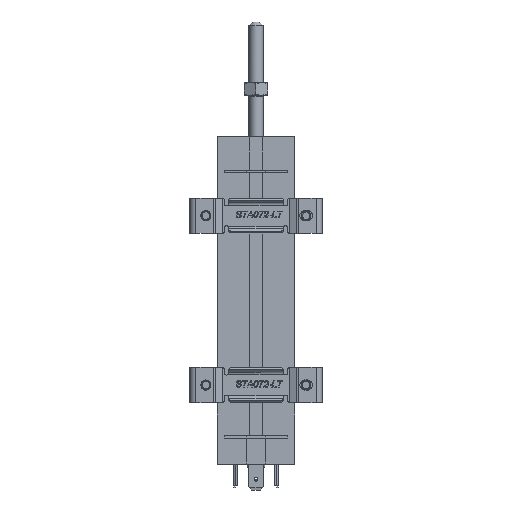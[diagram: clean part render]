
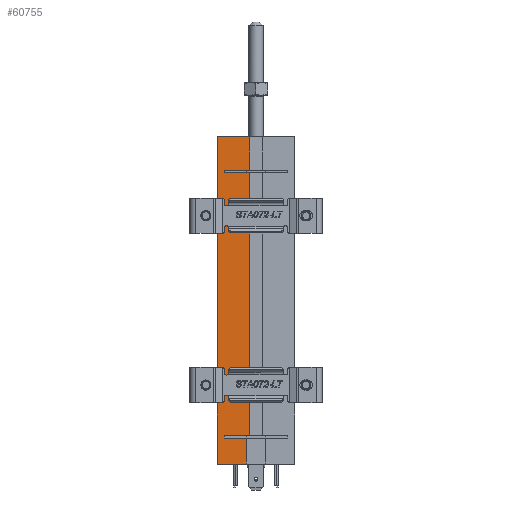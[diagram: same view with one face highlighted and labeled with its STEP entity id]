
A CAD part, front view. The second image highlights one B-rep face of the part: STEP entity #60755.
In plain terms, the highlighted planar face has unit normal (0, -1, 0).
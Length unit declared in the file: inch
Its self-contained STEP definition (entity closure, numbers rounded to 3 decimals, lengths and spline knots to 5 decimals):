
#122 = CARTESIAN_POINT ( 'NONE',  ( 0.11811, 0., 0.03937 ) ) ;
#564 = LINE ( 'NONE', #1315, #7158 ) ;
#1315 = CARTESIAN_POINT ( 'NONE',  ( 0., 0., 0.03937 ) ) ;
#1470 = LINE ( 'NONE', #55676, #19988 ) ;
#3793 = VERTEX_POINT ( 'NONE', #44900 ) ;
#3978 = ORIENTED_EDGE ( 'NONE', *, *, #35979, .T. ) ;
#4780 = DIRECTION ( 'NONE',  ( -1., 0., 0. ) ) ;
#4849 = CARTESIAN_POINT ( 'NONE',  ( 0.54724, 0., 0. ) ) ;
#5353 = CARTESIAN_POINT ( 'NONE',  ( 0.11811, 0., -4.42913 ) ) ;
#5602 = VECTOR ( 'NONE', #77002, 39.37008 ) ;
#5712 = ORIENTED_EDGE ( 'NONE', *, *, #23600, .F. ) ;
#7158 = VECTOR ( 'NONE', #24351, 39.37008 ) ;
#7223 = CARTESIAN_POINT ( 'NONE',  ( 0.11811, 0., -4.42913 ) ) ;
#7745 = CARTESIAN_POINT ( 'NONE',  ( 0.54134, 0., 0.03937 ) ) ;
#8567 = DIRECTION ( 'NONE',  ( 0., -1., 0. ) ) ;
#8734 = ORIENTED_EDGE ( 'NONE', *, *, #13493, .T. ) ;
#11304 = CARTESIAN_POINT ( 'NONE',  ( 1.20079, 0., -4.38976 ) ) ;
#11661 = CARTESIAN_POINT ( 'NONE',  ( 0.11811, 0., 0. ) ) ;
#12576 = FACE_OUTER_BOUND ( 'NONE', #63882, .T. ) ;
#13493 = EDGE_CURVE ( 'NONE', #64690, #59995, #60405, .T. ) ;
#13948 = CARTESIAN_POINT ( 'NONE',  ( 0.54134, 0., 0.03937 ) ) ;
#14269 = LINE ( 'NONE', #51770, #42031 ) ;
#18448 = EDGE_CURVE ( 'NONE', #21873, #34027, #44692, .T. ) ;
#18576 = PLANE ( 'NONE',  #24626 ) ;
#19527 = EDGE_CURVE ( 'NONE', #56388, #64690, #1470, .T. ) ;
#19988 = VECTOR ( 'NONE', #61965, 39.37008 ) ;
#21873 = VERTEX_POINT ( 'NONE', #5353 ) ;
#21885 = ORIENTED_EDGE ( 'NONE', *, *, #54453, .T. ) ;
#21980 = LINE ( 'NONE', #46075, #29316 ) ;
#23238 = LINE ( 'NONE', #11304, #5602 ) ;
#23600 = EDGE_CURVE ( 'NONE', #34027, #70777, #21980, .T. ) ;
#23974 = EDGE_CURVE ( 'NONE', #68185, #33537, #14269, .T. ) ;
#24204 = ORIENTED_EDGE ( 'NONE', *, *, #18448, .F. ) ;
#24351 = DIRECTION ( 'NONE',  ( 0., 0., -1. ) ) ;
#24626 = AXIS2_PLACEMENT_3D ( 'NONE', #33519, #8567, #73824 ) ;
#25539 = DIRECTION ( 'NONE',  ( 0., 0., 1. ) ) ;
#25644 = DIRECTION ( 'NONE',  ( 1., 0., 0. ) ) ;
#27102 = DIRECTION ( 'NONE',  ( 0., 0., 1. ) ) ;
#27447 = EDGE_CURVE ( 'NONE', #40449, #62063, #564, .T. ) ;
#27618 = CARTESIAN_POINT ( 'NONE',  ( 0.11811, 0., 0.03937 ) ) ;
#28886 = VECTOR ( 'NONE', #68346, 39.37008 ) ;
#29316 = VECTOR ( 'NONE', #64200, 39.37008 ) ;
#31386 = ORIENTED_EDGE ( 'NONE', *, *, #66777, .T. ) ;
#33519 = CARTESIAN_POINT ( 'NONE',  ( 0., 0., 0.03937 ) ) ;
#33537 = VERTEX_POINT ( 'NONE', #11661 ) ;
#33864 = CARTESIAN_POINT ( 'NONE',  ( 0.48819, 0., -4.8622 ) ) ;
#34027 = VERTEX_POINT ( 'NONE', #67473 ) ;
#34040 = DIRECTION ( 'NONE',  ( -1., 0., 0. ) ) ;
#35303 = CARTESIAN_POINT ( 'NONE',  ( 0., 0., 0.60236 ) ) ;
#35979 = EDGE_CURVE ( 'NONE', #58528, #68185, #38908, .T. ) ;
#36704 = LINE ( 'NONE', #68246, #39316 ) ;
#38908 = LINE ( 'NONE', #68887, #71470 ) ;
#39316 = VECTOR ( 'NONE', #25644, 39.37008 ) ;
#40034 = ORIENTED_EDGE ( 'NONE', *, *, #19527, .T. ) ;
#40449 = VERTEX_POINT ( 'NONE', #57236 ) ;
#42031 = VECTOR ( 'NONE', #34040, 39.37008 ) ;
#42251 = DIRECTION ( 'NONE',  ( 0., 0., 1. ) ) ;
#43529 = LINE ( 'NONE', #27618, #65035 ) ;
#43901 = CARTESIAN_POINT ( 'NONE',  ( 1.20079, 0., -4.42913 ) ) ;
#44105 = CARTESIAN_POINT ( 'NONE',  ( 0.54134, 0., 0.60236 ) ) ;
#44692 = LINE ( 'NONE', #43901, #28886 ) ;
#44900 = CARTESIAN_POINT ( 'NONE',  ( 0.11811, 0., -4.38976 ) ) ;
#44920 = ORIENTED_EDGE ( 'NONE', *, *, #74531, .T. ) ;
#45432 = VECTOR ( 'NONE', #4780, 39.37008 ) ;
#46075 = CARTESIAN_POINT ( 'NONE',  ( 0.48819, 0., -4.42913 ) ) ;
#46380 = LINE ( 'NONE', #35303, #45432 ) ;
#46505 = ORIENTED_EDGE ( 'NONE', *, *, #23974, .T. ) ;
#51770 = CARTESIAN_POINT ( 'NONE',  ( 1.20079, 0., 0. ) ) ;
#52379 = EDGE_CURVE ( 'NONE', #59995, #40449, #46380, .T. ) ;
#54453 = EDGE_CURVE ( 'NONE', #62063, #70777, #36704, .T. ) ;
#54854 = VECTOR ( 'NONE', #42251, 39.37008 ) ;
#55676 = CARTESIAN_POINT ( 'NONE',  ( 0.09843, 0., 0.03937 ) ) ;
#56388 = VERTEX_POINT ( 'NONE', #122 ) ;
#57236 = CARTESIAN_POINT ( 'NONE',  ( 0., 0., 0.60236 ) ) ;
#58528 = VERTEX_POINT ( 'NONE', #76337 ) ;
#59995 = VERTEX_POINT ( 'NONE', #44105 ) ;
#60405 = LINE ( 'NONE', #7745, #54854 ) ;
#60755 = ADVANCED_FACE ( 'NONE', ( #12576 ), #18576, .T. ) ;
#60793 = EDGE_CURVE ( 'NONE', #58528, #3793, #23238, .T. ) ;
#61457 = LINE ( 'NONE', #7223, #77205 ) ;
#61965 = DIRECTION ( 'NONE',  ( 1., 0., 0. ) ) ;
#62063 = VERTEX_POINT ( 'NONE', #68618 ) ;
#63882 = EDGE_LOOP ( 'NONE', ( #40034, #8734, #64378, #73861, #21885, #5712, #24204, #31386, #70331, #3978, #46505, #44920 ) ) ;
#64200 = DIRECTION ( 'NONE',  ( 0., 0., -1. ) ) ;
#64378 = ORIENTED_EDGE ( 'NONE', *, *, #52379, .T. ) ;
#64690 = VERTEX_POINT ( 'NONE', #13948 ) ;
#65035 = VECTOR ( 'NONE', #67600, 39.37008 ) ;
#66777 = EDGE_CURVE ( 'NONE', #21873, #3793, #61457, .T. ) ;
#67473 = CARTESIAN_POINT ( 'NONE',  ( 0.48819, 0., -4.42913 ) ) ;
#67600 = DIRECTION ( 'NONE',  ( 0., 0., 1. ) ) ;
#68185 = VERTEX_POINT ( 'NONE', #4849 ) ;
#68246 = CARTESIAN_POINT ( 'NONE',  ( 0., 0., -4.8622 ) ) ;
#68346 = DIRECTION ( 'NONE',  ( 1., 0., 0. ) ) ;
#68618 = CARTESIAN_POINT ( 'NONE',  ( 0., 0., -4.8622 ) ) ;
#68887 = CARTESIAN_POINT ( 'NONE',  ( 0.54724, 0., -4.38976 ) ) ;
#70331 = ORIENTED_EDGE ( 'NONE', *, *, #60793, .F. ) ;
#70777 = VERTEX_POINT ( 'NONE', #33864 ) ;
#71470 = VECTOR ( 'NONE', #27102, 39.37008 ) ;
#73824 = DIRECTION ( 'NONE',  ( 0., 0., -1. ) ) ;
#73861 = ORIENTED_EDGE ( 'NONE', *, *, #27447, .T. ) ;
#74531 = EDGE_CURVE ( 'NONE', #33537, #56388, #43529, .T. ) ;
#76337 = CARTESIAN_POINT ( 'NONE',  ( 0.54724, 0., -4.38976 ) ) ;
#77002 = DIRECTION ( 'NONE',  ( -1., 0., 0. ) ) ;
#77205 = VECTOR ( 'NONE', #25539, 39.37008 ) ;
